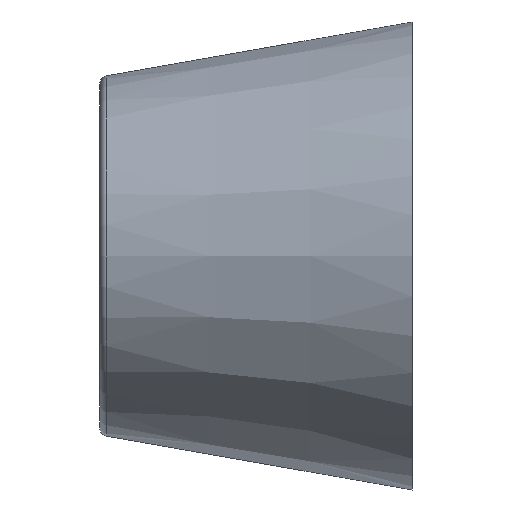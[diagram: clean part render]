
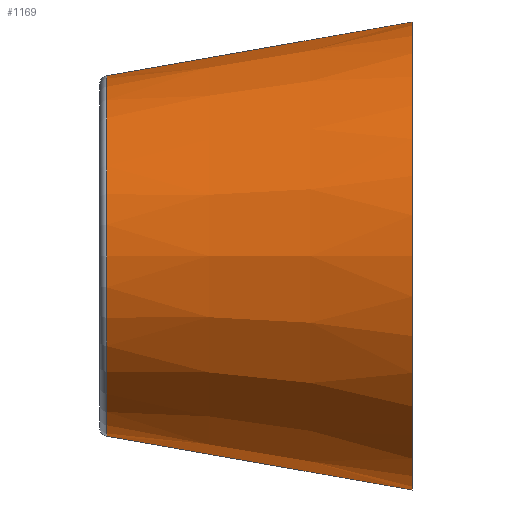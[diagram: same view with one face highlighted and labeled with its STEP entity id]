
A CAD part, left-side view. The second image highlights one B-rep face of the part: STEP entity #1169.
In plain terms, the highlighted conical face has half-angle 10 degrees and reference radius 7.137 mm.
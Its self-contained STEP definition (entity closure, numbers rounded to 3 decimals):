
#130 = CIRCLE ( 'NONE', #175, 7.137 ) ;
#149 = CARTESIAN_POINT ( 'NONE',  ( 2.556, -6.272, -0.323 ) ) ;
#166 = FACE_OUTER_BOUND ( 'NONE', #1254, .T. ) ;
#173 = DIRECTION ( 'NONE',  ( 0., 0., -1. ) ) ;
#174 = DIRECTION ( 'NONE',  ( 0., -1., 0. ) ) ;
#175 = AXIS2_PLACEMENT_3D ( 'NONE', #149, #174, #173 ) ;
#198 = CARTESIAN_POINT ( 'NONE',  ( 2.556, -6.272, -0.323 ) ) ;
#211 = DIRECTION ( 'NONE',  ( 0., 0., -1. ) ) ;
#251 = AXIS2_PLACEMENT_3D ( 'NONE', #198, #255, #211 ) ;
#255 = DIRECTION ( 'NONE',  ( 0., -1., 0. ) ) ;
#269 = CONICAL_SURFACE ( 'NONE', #251, 7.137, 0.175 ) ;
#611 = VERTEX_POINT ( 'NONE', #1428 ) ;
#627 = EDGE_CURVE ( 'NONE', #668, #665, #1590, .T. ) ;
#665 = VERTEX_POINT ( 'NONE', #2540 ) ;
#668 = VERTEX_POINT ( 'NONE', #2597 ) ;
#670 = VERTEX_POINT ( 'NONE', #2596 ) ;
#672 = EDGE_CURVE ( 'NONE', #611, #670, #2595, .T. ) ;
#945 = EDGE_CURVE ( 'NONE', #668, #611, #2775, .T. ) ;
#1146 = ORIENTED_EDGE ( 'NONE', *, *, #672, .T. ) ;
#1147 = ORIENTED_EDGE ( 'NONE', *, *, #1167, .F. ) ;
#1167 = EDGE_CURVE ( 'NONE', #665, #670, #130, .T. ) ;
#1169 = ADVANCED_FACE ( 'NONE', ( #166 ), #269, .T. ) ;
#1170 = ORIENTED_EDGE ( 'NONE', *, *, #627, .F. ) ;
#1229 = ORIENTED_EDGE ( 'NONE', *, *, #945, .T. ) ;
#1254 = EDGE_LOOP ( 'NONE', ( #1170, #1229, #1146, #1147 ) ) ;
#1428 = CARTESIAN_POINT ( 'NONE',  ( 2.556, 3.043, -5.818 ) ) ;
#1508 = DIRECTION ( 'NONE',  ( 0., -0.985, 0.174 ) ) ;
#1588 = VECTOR ( 'NONE', #1508, 1000. ) ;
#1589 = CARTESIAN_POINT ( 'NONE',  ( 2.556, -6.272, 6.814 ) ) ;
#1590 = LINE ( 'NONE', #1589, #1588 ) ;
#2540 = CARTESIAN_POINT ( 'NONE',  ( 2.556, -6.272, 6.814 ) ) ;
#2592 = DIRECTION ( 'NONE',  ( 0., -0.985, -0.174 ) ) ;
#2593 = VECTOR ( 'NONE', #2592, 1000. ) ;
#2594 = CARTESIAN_POINT ( 'NONE',  ( 2.556, -6.272, -7.461 ) ) ;
#2595 = LINE ( 'NONE', #2594, #2593 ) ;
#2596 = CARTESIAN_POINT ( 'NONE',  ( 2.556, -6.272, -7.461 ) ) ;
#2597 = CARTESIAN_POINT ( 'NONE',  ( 2.556, 3.043, 5.172 ) ) ;
#2771 = DIRECTION ( 'NONE',  ( 0., 0., -1. ) ) ;
#2772 = DIRECTION ( 'NONE',  ( 0., -1., 0. ) ) ;
#2773 = CARTESIAN_POINT ( 'NONE',  ( 2.556, 3.043, -0.323 ) ) ;
#2774 = AXIS2_PLACEMENT_3D ( 'NONE', #2773, #2772, #2771 ) ;
#2775 = CIRCLE ( 'NONE', #2774, 5.495 ) ;
